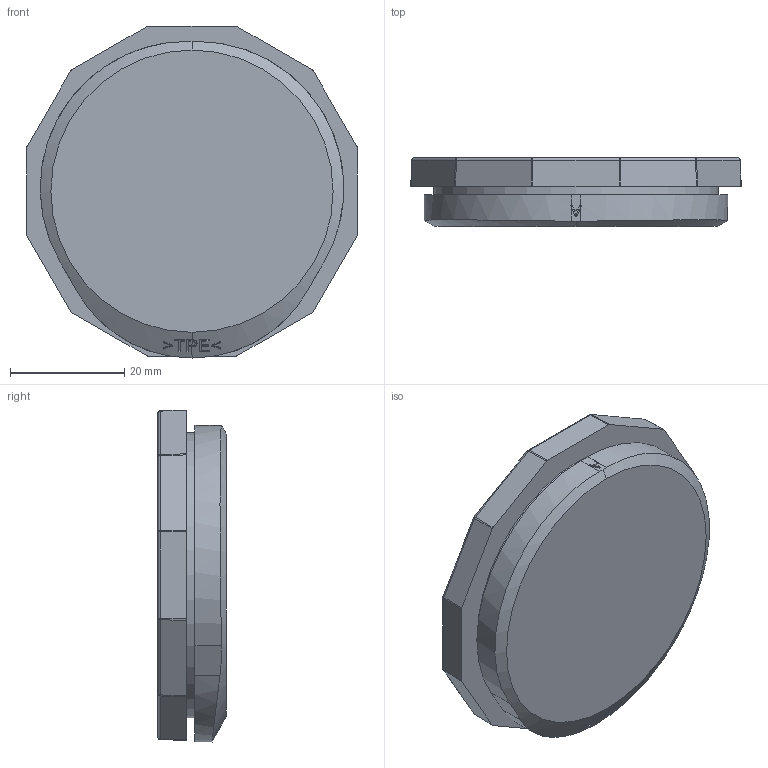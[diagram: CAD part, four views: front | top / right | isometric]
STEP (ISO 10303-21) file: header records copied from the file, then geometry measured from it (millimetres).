
FILE_DESCRIPTION(/* description */ (''),/* implementation_level */ '2;1');
FILE_NAME(/* name */ '28831_6_KES-E-R50_12-A.stp',/* time_stamp */ '2020-04-09T12:31:27+02:00',/* author */ (''),/* organization */ (''),/* preprocessor_version */ 'ST-DEVELOPER v16.7',/* originating_system */ 'SIEMENS PLM Software NX 12.0',/* authorisation */ '');
FILE_SCHEMA (('AUTOMOTIVE_DESIGN { 1 0 10303 214 3 1 1 1 }'));
Length unit declared in the file: millimetre
Products named in the file (1): 28831_6_KES-E-R50_12-A
Bounding box: 57.93 x 12.04 x 58.21 mm (x, y, z)
Volume: 28549.7 mm3; surface area: 8012.1 mm2
Topology: 1 solids, 1 shells, 656 faces, 1755 edges, 1078 vertices
Faces by surface type: plane 378, bspline 96, sphere 72, torus 36, cylinder 28, revolution 24, extrusion 12, cone 10
Full cylindrical faces by diameter (mm): 50 x1
Entity records: 26545 total; most frequent: CARTESIAN_POINT 11280, ORIENTED_EDGE 3364, DIRECTION 2796, EDGE_CURVE 1682, VERTEX_POINT 1078, VECTOR 1018, LINE 1006, AXIS2_PLACEMENT_3D 877
